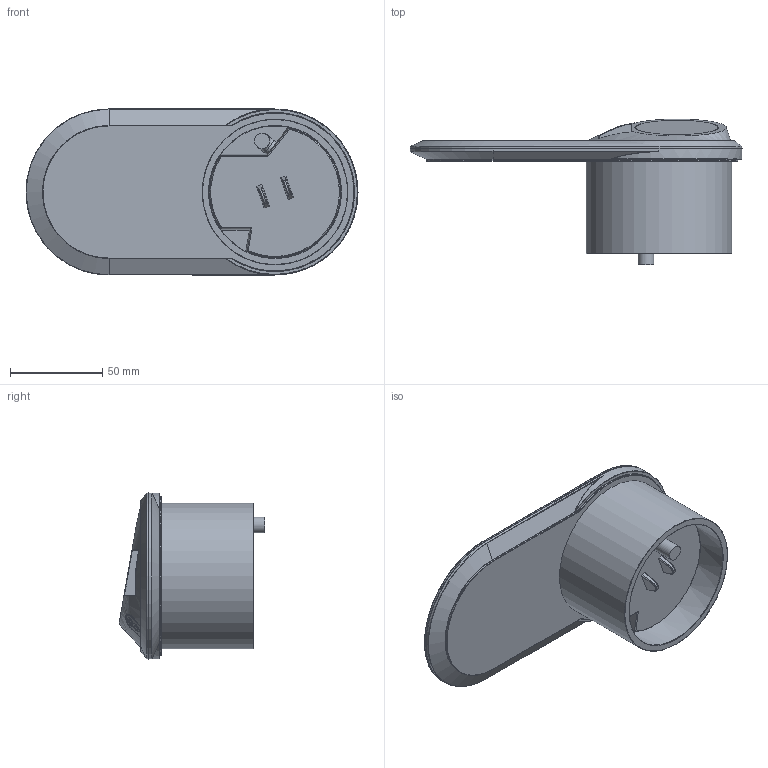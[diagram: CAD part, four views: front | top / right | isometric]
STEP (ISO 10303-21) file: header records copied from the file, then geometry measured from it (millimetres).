
FILE_DESCRIPTION((''),'2;1');
FILE_NAME('PixelARC Blank - Block.stp','2022-04-08T14:26:34',('ScottReyner'),(''),'Autodesk Inventor 2012','Autodesk Inventor 2012','');
FILE_SCHEMA(('AUTOMOTIVE_DESIGN { 1 0 10303 214 1 1 1 1 }'));
Length unit declared in the file: inch
Products named in the file (1): Part2
Bounding box: 180 x 79.15 x 90 mm (x, y, z)
Volume: 279586 mm3; surface area: 84549.3 mm2
Topology: 2 solids, 2 shells, 2744 faces, 7738 edges, 5032 vertices
Faces by surface type: plane 1745, cylinder 737, bspline 193, cone 45, torus 20, sphere 4
Full cylindrical faces by diameter (mm): 8.4 x1, 45.135 x1, 73 x1, 79 x1
Entity records: 100153 total; most frequent: CARTESIAN_POINT 29123, ORIENTED_EDGE 15398, DIRECTION 13926, EDGE_CURVE 7699, VECTOR 5674, LINE 5674, VERTEX_POINT 5021, AXIS2_PLACEMENT_3D 4126
